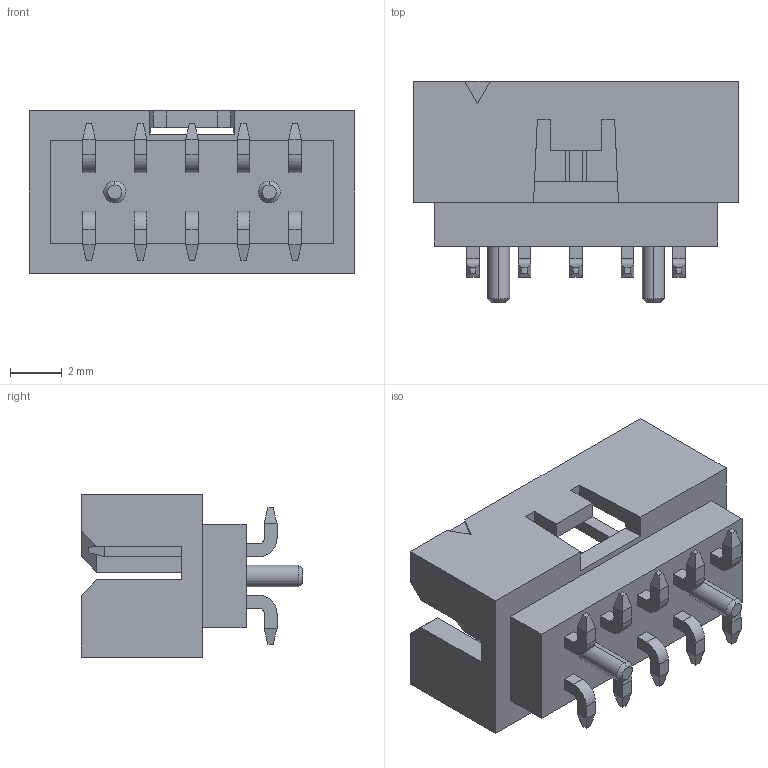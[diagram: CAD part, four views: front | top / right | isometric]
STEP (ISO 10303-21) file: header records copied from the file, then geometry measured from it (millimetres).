
FILE_DESCRIPTION(('STEP AP242'),'1');
FILE_NAME('0878321010.stp','2025-01-24T02:40:46',('TraceParts'),('TraceParts S.A.'),'Spatial InterOp 3D',' ',' ');
FILE_SCHEMA(('AP242_MANAGED_MODEL_BASED_3D_ENGINEERING_MIM_LF {1 0 10303 442 1 1 4}'));
Length unit declared in the file: millimetre
Products named in the file (1): 0878321010_1
Bounding box: 12.65 x 8.6 x 6.3 mm (x, y, z)
Volume: 240.7 mm3; surface area: 619.2 mm2
Topology: 1 solids, 1 shells, 302 faces, 791 edges, 558 vertices
Faces by surface type: plane 274, cylinder 24, cone 4
Entity records: 9017 total; most frequent: CARTESIAN_POINT 1561, ORIENTED_EDGE 1490, DIRECTION 1455, EDGE_CURVE 745, LINE 735, VECTOR 735, VERTEX_POINT 466, AXIS2_PLACEMENT_3D 360
